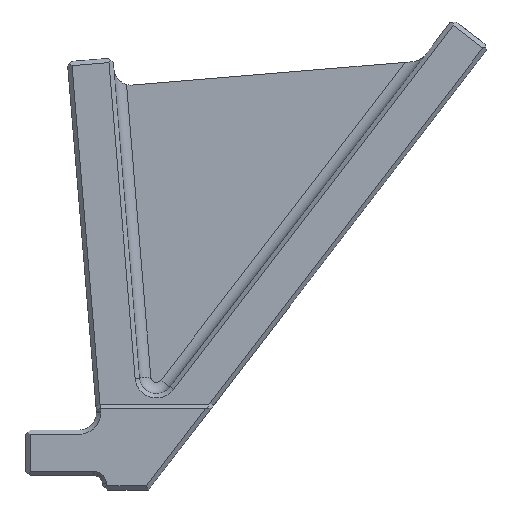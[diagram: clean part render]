
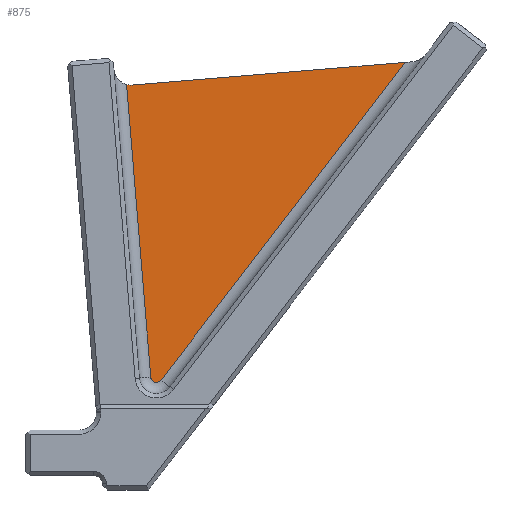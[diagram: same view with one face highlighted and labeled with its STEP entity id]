
A CAD part, top view. The second image highlights one B-rep face of the part: STEP entity #875.
In plain terms, the highlighted planar face has unit normal (0, 0, 1).
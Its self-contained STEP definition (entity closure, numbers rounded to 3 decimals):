
#265 = VERTEX_POINT ( 'NONE', #361 ) ;
#319 = CARTESIAN_POINT ( 'NONE',  ( -10.828, 8.322, 12. ) ) ;
#336 = DIRECTION ( 'NONE',  ( 0.083, -0.997, 0. ) ) ;
#361 = CARTESIAN_POINT ( 'NONE',  ( 8.791, 39.559, 12. ) ) ;
#438 = VECTOR ( 'NONE', #336, 1000. ) ;
#526 = ORIENTED_EDGE ( 'NONE', *, *, #886, .T. ) ;
#574 = CARTESIAN_POINT ( 'NONE',  ( 10.784, 39.724, 12. ) ) ;
#590 = VERTEX_POINT ( 'NONE', #593 ) ;
#593 = CARTESIAN_POINT ( 'NONE',  ( 2.315, 141.936, 12. ) ) ;
#632 = DIRECTION ( 'NONE',  ( 0., 0., -1. ) ) ;
#838 = VERTEX_POINT ( 'NONE', #1361 ) ;
#875 = ADVANCED_FACE ( 'NONE', ( #2316 ), #1910, .F. ) ;
#886 = EDGE_CURVE ( 'NONE', #838, #590, #2021, .T. ) ;
#902 = AXIS2_PLACEMENT_3D ( 'NONE', #1742, #1537, #2372 ) ;
#984 = LINE ( 'NONE', #1415, #438 ) ;
#993 = EDGE_CURVE ( 'NONE', #265, #1149, #1513, .T. ) ;
#1045 = EDGE_CURVE ( 'NONE', #2594, #265, #984, .T. ) ;
#1088 = CARTESIAN_POINT ( 'NONE',  ( -11.664, 140.778, 12. ) ) ;
#1114 = VECTOR ( 'NONE', #1718, 1000. ) ;
#1149 = VERTEX_POINT ( 'NONE', #1851 ) ;
#1263 = ORIENTED_EDGE ( 'NONE', *, *, #1045, .T. ) ;
#1328 = EDGE_CURVE ( 'NONE', #1149, #838, #1812, .T. ) ;
#1361 = CARTESIAN_POINT ( 'NONE',  ( 97.954, 149.861, 12. ) ) ;
#1415 = CARTESIAN_POINT ( 'NONE',  ( 8.791, 39.559, 12. ) ) ;
#1490 = CARTESIAN_POINT ( 'NONE',  ( 0., 0., 12. ) ) ;
#1513 = CIRCLE ( 'NONE', #1523, 2. ) ;
#1523 = AXIS2_PLACEMENT_3D ( 'NONE', #574, #2369, #1573 ) ;
#1537 = DIRECTION ( 'NONE',  ( 0., 0., 1. ) ) ;
#1565 = EDGE_LOOP ( 'NONE', ( #2191, #1263, #2442, #2588, #526 ) ) ;
#1573 = DIRECTION ( 'NONE',  ( -1., 0., 0. ) ) ;
#1691 = CARTESIAN_POINT ( 'NONE',  ( 0.293, 142.113, 12. ) ) ;
#1718 = DIRECTION ( 'NONE',  ( -0.997, -0.083, 0. ) ) ;
#1741 = VECTOR ( 'NONE', #2214, 1000. ) ;
#1742 = CARTESIAN_POINT ( 'NONE',  ( 1.82, 147.916, 12. ) ) ;
#1793 = AXIS2_PLACEMENT_3D ( 'NONE', #1490, #632, #2116 ) ;
#1812 = LINE ( 'NONE', #319, #1741 ) ;
#1851 = CARTESIAN_POINT ( 'NONE',  ( 12.37, 38.506, 12. ) ) ;
#1910 = PLANE ( 'NONE',  #1793 ) ;
#2021 = LINE ( 'NONE', #1088, #1114 ) ;
#2116 = DIRECTION ( 'NONE',  ( -1., 0., 0. ) ) ;
#2191 = ORIENTED_EDGE ( 'NONE', *, *, #2291, .F. ) ;
#2214 = DIRECTION ( 'NONE',  ( 0.609, 0.793, 0. ) ) ;
#2291 = EDGE_CURVE ( 'NONE', #2594, #590, #2571, .T. ) ;
#2316 = FACE_OUTER_BOUND ( 'NONE', #1565, .T. ) ;
#2369 = DIRECTION ( 'NONE',  ( 0., 0., 1. ) ) ;
#2372 = DIRECTION ( 'NONE',  ( -1., 0., 0. ) ) ;
#2442 = ORIENTED_EDGE ( 'NONE', *, *, #993, .T. ) ;
#2571 = CIRCLE ( 'NONE', #902, 6. ) ;
#2588 = ORIENTED_EDGE ( 'NONE', *, *, #1328, .T. ) ;
#2594 = VERTEX_POINT ( 'NONE', #1691 ) ;
